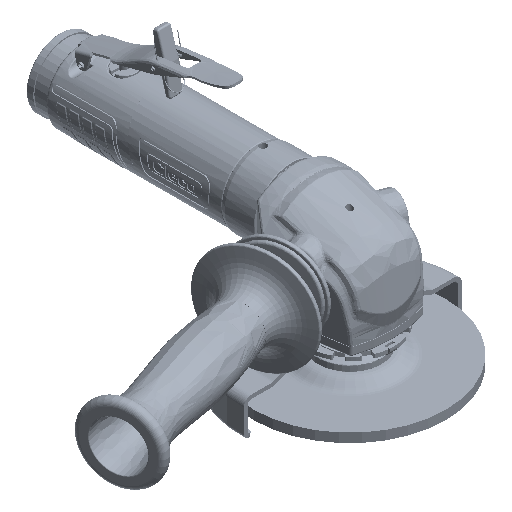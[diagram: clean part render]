
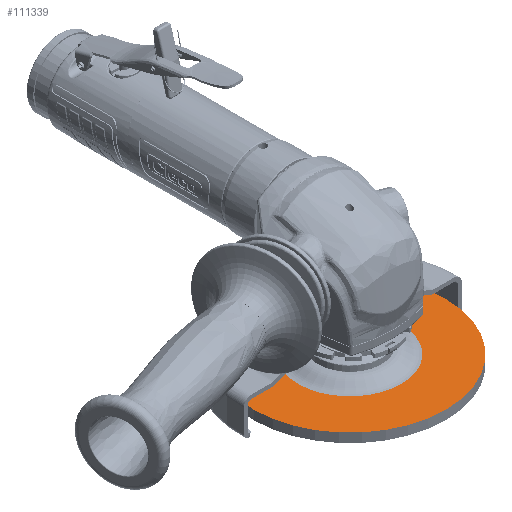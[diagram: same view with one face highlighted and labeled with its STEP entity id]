
A CAD part, isometric view. The second image highlights one B-rep face of the part: STEP entity #111339.
In plain terms, the highlighted face is planar.
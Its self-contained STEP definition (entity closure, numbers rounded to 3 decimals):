
#3671=PLANE('',#120003);
#51855=ORIENTED_EDGE('',*,*,#66333,.F.);
#51856=ORIENTED_EDGE('',*,*,#66334,.T.);
#66333=EDGE_CURVE('',#75918,#75918,#79279,.T.);
#66334=EDGE_CURVE('',#75919,#75919,#79280,.T.);
#75918=VERTEX_POINT('',#215343);
#75919=VERTEX_POINT('',#215345);
#79279=CIRCLE('',#120004,63.5);
#79280=CIRCLE('',#120005,34.);
#86666=EDGE_LOOP('',(#51855));
#86667=EDGE_LOOP('',(#51856));
#94218=FACE_BOUND('',#86666,.T.);
#94219=FACE_BOUND('',#86667,.T.);
#111339=ADVANCED_FACE('',(#94218,#94219),#3671,.F.);
#120003=AXIS2_PLACEMENT_3D('',#215341,#143926,#143927);
#120004=AXIS2_PLACEMENT_3D('',#215342,#143928,#143929);
#120005=AXIS2_PLACEMENT_3D('',#215344,#143930,#143931);
#143926=DIRECTION('',(0.,-1.,0.));
#143927=DIRECTION('',(0.,0.,-1.));
#143928=DIRECTION('',(0.,-1.,0.));
#143929=DIRECTION('',(0.,0.,-1.));
#143930=DIRECTION('',(0.,-1.,0.));
#143931=DIRECTION('',(0.,0.,-1.));
#215341=CARTESIAN_POINT('',(0.,-4.6,63.5));
#215342=CARTESIAN_POINT('',(0.,-4.6,0.));
#215343=CARTESIAN_POINT('',(0.,-4.6,-63.5));
#215344=CARTESIAN_POINT('',(0.,-4.6,0.));
#215345=CARTESIAN_POINT('',(0.,-4.6,-34.));
